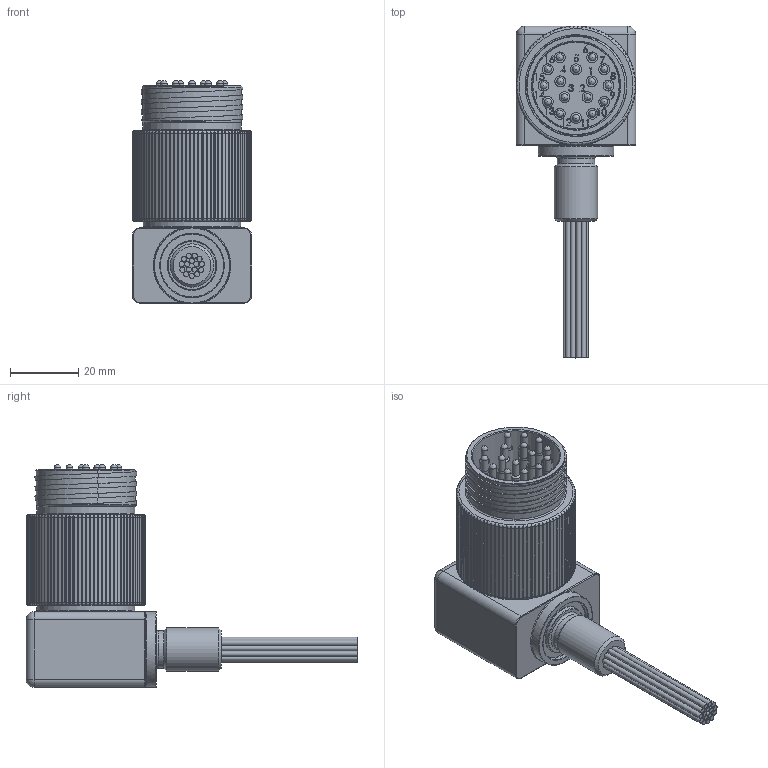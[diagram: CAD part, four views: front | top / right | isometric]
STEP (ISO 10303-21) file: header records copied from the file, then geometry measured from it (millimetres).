
FILE_DESCRIPTION(/* description */ ('','CAx-IF Rec.Pracs.---Representation and Presentation of Product Manufacturing Information (PMI)---4.0---2014-10-13'),/* implementation_level */ '2;1');
FILE_NAME(/* name */ 'MCBHRA16M RADLSA-M.stp',/* time_stamp */ '2024-03-13T10:16:10+01:00',/* author */ ('sh'),/* organization */ (''),/* preprocessor_version */ 'ST-DEVELOPER v19.2',/* originating_system */ 'Autodesk Inventor 2023',/* authorisation */ '');
FILE_SCHEMA (('AP242_MANAGED_MODEL_BASED_3D_ENGINEERING_MIM_LF { 1 0 10303 442 1 1 4 }'));
Length unit declared in the file: millimetre
Products named in the file (1): MCBHRA16M RADLSA-M
Bounding box: 34.92 x 97.16 x 65.27 mm (x, y, z)
Volume: 59866.6 mm3; surface area: 25855.6 mm2
Topology: 2 solids, 4 shells, 807 faces, 2076 edges, 1362 vertices
Faces by surface type: plane 415, cylinder 201, bspline 139, torus 27, cone 21, sphere 4
Full cylindrical faces by diameter (mm): 1.499 x16, 1.986 x16, 2.007 x16, 3.175 x16, 10.922 x1, 12.7 x1, 14.275 x1, 18.694 x1, 19.05 x1, 22.225 x1, 23.368 x1, 23.749 x1, 25.349 x1, 25.4 x1, 25.654 x1, 28.575 x2, 28.804 x1, 28.956 x3, 29.743 x3, 30.048 x2, 31.267 x1
Entity records: 35335 total; most frequent: CARTESIAN_POINT 15940, ORIENTED_EDGE 4144, DIRECTION 3304, EDGE_CURVE 2072, VERTEX_POINT 1362, AXIS2_PLACEMENT_3D 1197, LINE 910, VECTOR 910
